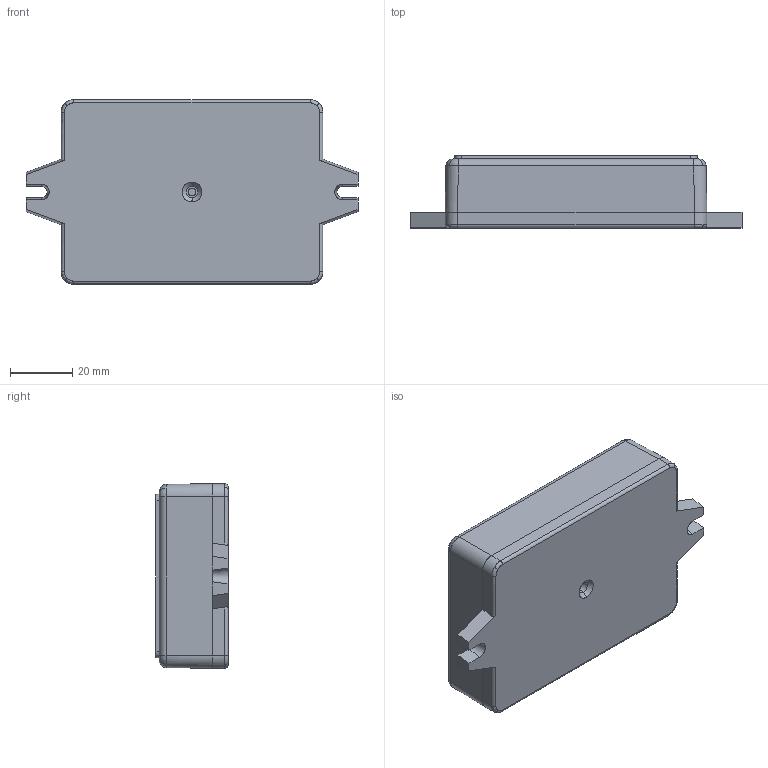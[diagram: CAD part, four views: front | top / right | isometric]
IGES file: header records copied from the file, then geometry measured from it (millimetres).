
Start section: SolidWorks IGES file using analytic representation for surfaces
Global section: file name: Z 23U.IGS; native system: SolidWorks 2009; preprocessor: SolidWorks 2009; author: user; date: 100729.225634; units: millimetre
Bounding box: 106.9 x 23.2 x 59.5 mm (x, y, z)
Surface area: 32647.3 mm2 (no closed solid volume)
Topology: 0 solids, 0 shells, 174 faces, 1640 edges, 1640 vertices
Faces by surface type: bspline 124, revolution 50
